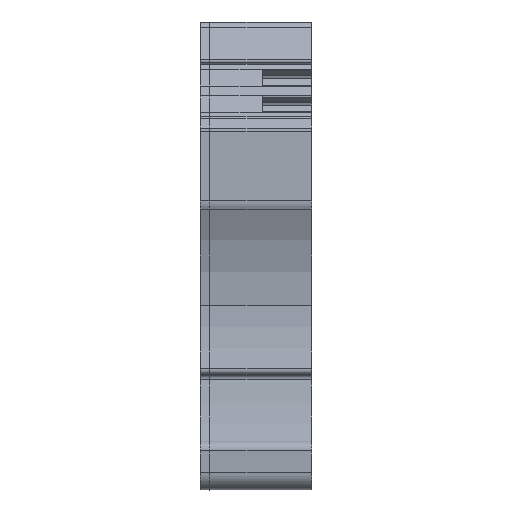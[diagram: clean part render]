
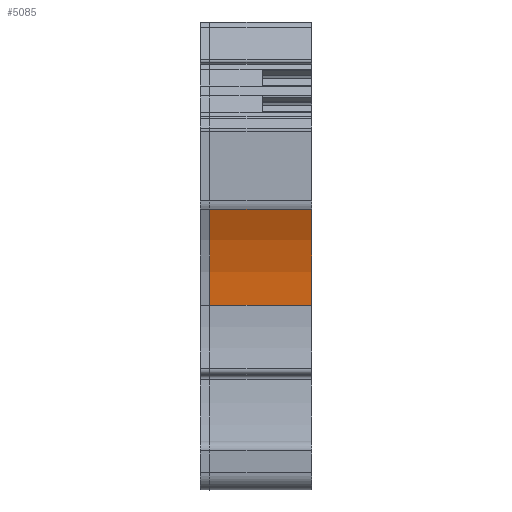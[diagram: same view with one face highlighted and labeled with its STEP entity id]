
A CAD part, front view. The second image highlights one B-rep face of the part: STEP entity #5085.
In plain terms, the highlighted cylindrical face has radius 24 mm (diameter 48 mm), a partial arc.
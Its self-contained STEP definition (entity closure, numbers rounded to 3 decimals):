
#1266=AXIS2_PLACEMENT_3D('Circle Axis2P3D',#1264,#1265,$) ;
#3225=AXIS2_PLACEMENT_3D('Circle Axis2P3D',#3223,#3224,$) ;
#5060=AXIS2_PLACEMENT_3D('Cylinder Axis2P3D',#5057,#5058,#5059) ;
#1261=CARTESIAN_POINT('Vertex',(1.,2.72,19.931)) ;
#1264=CARTESIAN_POINT('Axis2P3D Location',(1.,-21.278,19.621)) ;
#1268=CARTESIAN_POINT('Vertex',(1.,0.209,30.313)) ;
#3220=CARTESIAN_POINT('Vertex',(12.,0.209,30.313)) ;
#3223=CARTESIAN_POINT('Axis2P3D Location',(12.,-21.278,19.621)) ;
#3227=CARTESIAN_POINT('Vertex',(12.,2.72,19.931)) ;
#5057=CARTESIAN_POINT('Axis2P3D Location',(0.,-21.278,19.621)) ;
#5062=CARTESIAN_POINT('Line Origine',(0.,2.72,19.931)) ;
#5074=CARTESIAN_POINT('Line Origine',(0.,0.209,30.313)) ;
#1265=DIRECTION('Axis2P3D Direction',(1.,0.,0.)) ;
#3224=DIRECTION('Axis2P3D Direction',(1.,0.,0.)) ;
#5058=DIRECTION('Axis2P3D Direction',(1.,0.,0.)) ;
#5059=DIRECTION('Axis2P3D XDirection',(0.,0.962,-0.272)) ;
#5063=DIRECTION('Vector Direction',(1.,0.,0.)) ;
#5075=DIRECTION('Vector Direction',(1.,0.,0.)) ;
#5064=VECTOR('Line Direction',#5063,1.) ;
#5076=VECTOR('Line Direction',#5075,1.) ;
#5080=ORIENTED_EDGE('',*,*,#1270,.F.) ;
#5081=ORIENTED_EDGE('',*,*,#5066,.T.) ;
#5082=ORIENTED_EDGE('',*,*,#3229,.T.) ;
#5083=ORIENTED_EDGE('',*,*,#5078,.F.) ;
#5085=ADVANCED_FACE('28053_KLTR_ZPE16.1\\Hauptk\X2\00F6\X0\rper',(#5084),#5061,.F.) ;
#1267=CIRCLE('generated circle',#1266,24.) ;
#3226=CIRCLE('generated circle',#3225,24.) ;
#5061=CYLINDRICAL_SURFACE('generated cylinder',#5060,24.) ;
#1270=EDGE_CURVE('',#1262,#1269,#1267,.T.) ;
#3229=EDGE_CURVE('',#3228,#3221,#3226,.T.) ;
#5066=EDGE_CURVE('',#1262,#3228,#5065,.T.) ;
#5078=EDGE_CURVE('',#1269,#3221,#5077,.T.) ;
#5079=EDGE_LOOP('',(#5080,#5081,#5082,#5083)) ;
#5084=FACE_OUTER_BOUND('',#5079,.T.) ;
#5065=LINE('Line',#5062,#5064) ;
#5077=LINE('Line',#5074,#5076) ;
#1262=VERTEX_POINT('',#1261) ;
#1269=VERTEX_POINT('',#1268) ;
#3221=VERTEX_POINT('',#3220) ;
#3228=VERTEX_POINT('',#3227) ;
